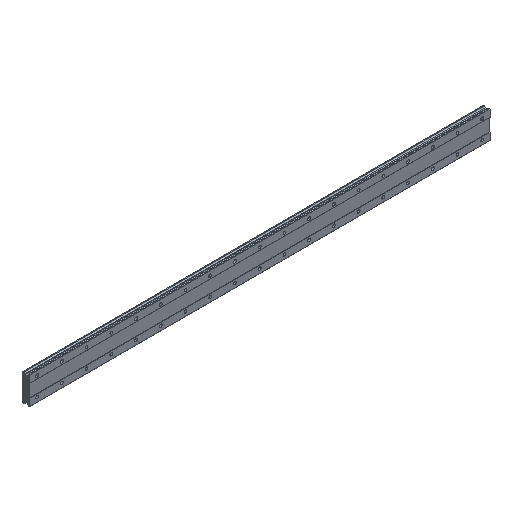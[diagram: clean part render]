
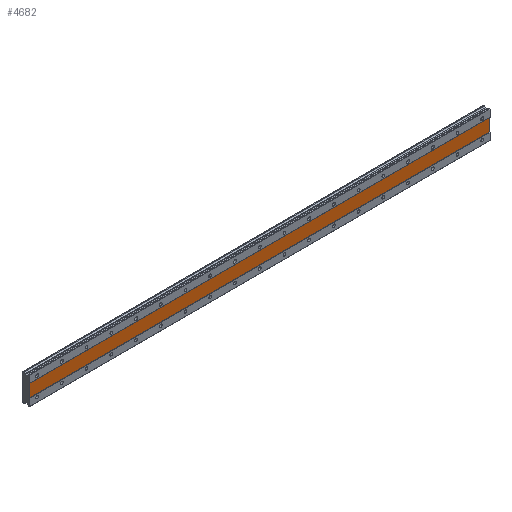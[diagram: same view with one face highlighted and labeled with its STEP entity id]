
A CAD part, isometric view. The second image highlights one B-rep face of the part: STEP entity #4682.
In plain terms, the highlighted planar face has unit normal (0, -1, 0).
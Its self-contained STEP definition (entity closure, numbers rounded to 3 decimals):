
#595 = DIRECTION ( 'NONE',  ( -1., 0., 0. ) ) ;
#770 = ORIENTED_EDGE ( 'NONE', *, *, #2621, .F. ) ;
#795 = DIRECTION ( 'NONE',  ( 0., 1., 0. ) ) ;
#812 = AXIS2_PLACEMENT_3D ( 'NONE', #2458, #795, #3594 ) ;
#952 = CARTESIAN_POINT ( 'NONE',  ( 1465., 1., 20. ) ) ;
#1145 = CARTESIAN_POINT ( 'NONE',  ( -25., 1., 20. ) ) ;
#1527 = CARTESIAN_POINT ( 'NONE',  ( 1465., 1., 20. ) ) ;
#2282 = VECTOR ( 'NONE', #3750, 1000. ) ;
#2286 = VECTOR ( 'NONE', #3677, 1000. ) ;
#2458 = CARTESIAN_POINT ( 'NONE',  ( 1465., 1., 20. ) ) ;
#2621 = EDGE_CURVE ( 'NONE', #6485, #4002, #4604, .T. ) ;
#2623 = LINE ( 'NONE', #4823, #2282 ) ;
#2654 = CARTESIAN_POINT ( 'NONE',  ( 1465., 1., -20. ) ) ;
#2726 = EDGE_CURVE ( 'NONE', #6102, #5271, #2623, .T. ) ;
#2730 = ORIENTED_EDGE ( 'NONE', *, *, #4506, .F. ) ;
#3375 = EDGE_CURVE ( 'NONE', #4002, #6102, #4288, .T. ) ;
#3594 = DIRECTION ( 'NONE',  ( 0., 0., 1. ) ) ;
#3677 = DIRECTION ( 'NONE',  ( 1., 0., 0. ) ) ;
#3750 = DIRECTION ( 'NONE',  ( 0., 0., 1. ) ) ;
#3989 = FACE_OUTER_BOUND ( 'NONE', #6132, .T. ) ;
#4002 = VERTEX_POINT ( 'NONE', #5305 ) ;
#4068 = CARTESIAN_POINT ( 'NONE',  ( 1465., 1., 20. ) ) ;
#4288 = LINE ( 'NONE', #2654, #6405 ) ;
#4506 = EDGE_CURVE ( 'NONE', #5271, #6485, #5216, .T. ) ;
#4604 = LINE ( 'NONE', #4068, #5700 ) ;
#4682 = ADVANCED_FACE ( 'NONE', ( #3989 ), #6246, .F. ) ;
#4823 = CARTESIAN_POINT ( 'NONE',  ( -25., 1., 20. ) ) ;
#5216 = LINE ( 'NONE', #952, #2286 ) ;
#5223 = DIRECTION ( 'NONE',  ( 0., 0., -1. ) ) ;
#5271 = VERTEX_POINT ( 'NONE', #1145 ) ;
#5305 = CARTESIAN_POINT ( 'NONE',  ( 1465., 1., -20. ) ) ;
#5700 = VECTOR ( 'NONE', #5223, 1000. ) ;
#5741 = ORIENTED_EDGE ( 'NONE', *, *, #3375, .F. ) ;
#6102 = VERTEX_POINT ( 'NONE', #6823 ) ;
#6132 = EDGE_LOOP ( 'NONE', ( #5741, #770, #2730, #6981 ) ) ;
#6246 = PLANE ( 'NONE',  #812 ) ;
#6405 = VECTOR ( 'NONE', #595, 1000. ) ;
#6485 = VERTEX_POINT ( 'NONE', #1527 ) ;
#6823 = CARTESIAN_POINT ( 'NONE',  ( -25., 1., -20. ) ) ;
#6981 = ORIENTED_EDGE ( 'NONE', *, *, #2726, .F. ) ;
